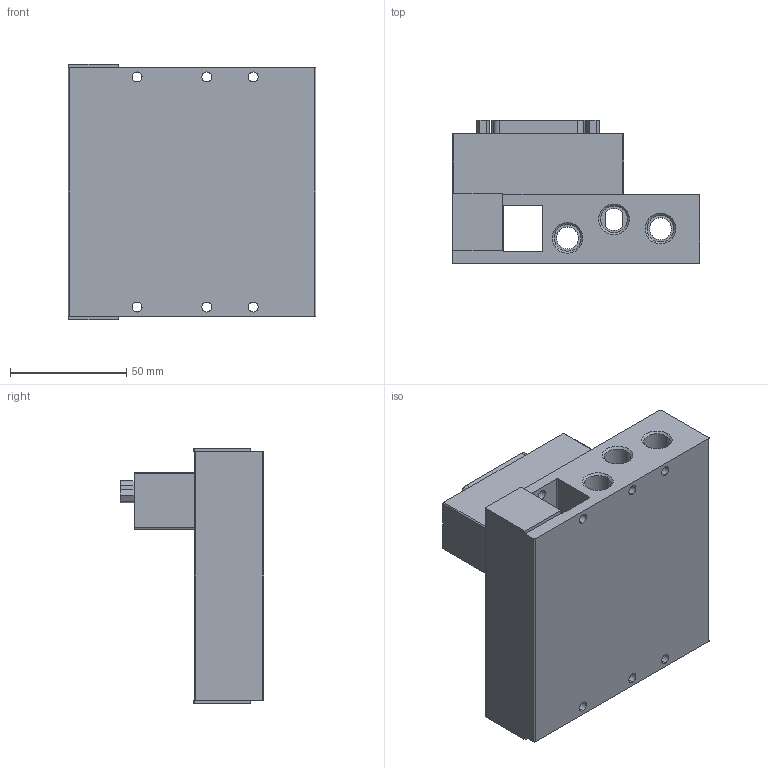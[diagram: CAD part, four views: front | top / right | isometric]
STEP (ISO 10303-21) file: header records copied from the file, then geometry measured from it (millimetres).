
FILE_DESCRIPTION (( 'STEP AP203' ), '1' );
FILE_NAME ('S2VM-4F-06.STEP', '2022-08-02T08:18:27', ( '' ), ( '' ), 'SwSTEP 2.0', 'SolidWorks 2022', '' );
FILE_SCHEMA (( 'CONFIG_CONTROL_DESIGN' ));
Length unit declared in the file: millimetre
Products named in the file (1): S2VM-4F-06
Bounding box: 106.7 x 61.7 x 110 mm (x, y, z)
Volume: 321546.1 mm3; surface area: 63608.9 mm2
Topology: 1 solids, 1 shells, 319 faces, 752 edges, 488 vertices
Faces by surface type: cylinder 148, plane 103, cone 68
Entity records: 9435 total; most frequent: DIRECTION 1796, CARTESIAN_POINT 1560, ORIENTED_EDGE 1504, EDGE_CURVE 752, AXIS2_PLACEMENT_3D 724, VERTEX_POINT 488, CIRCLE 404, EDGE_LOOP 396
